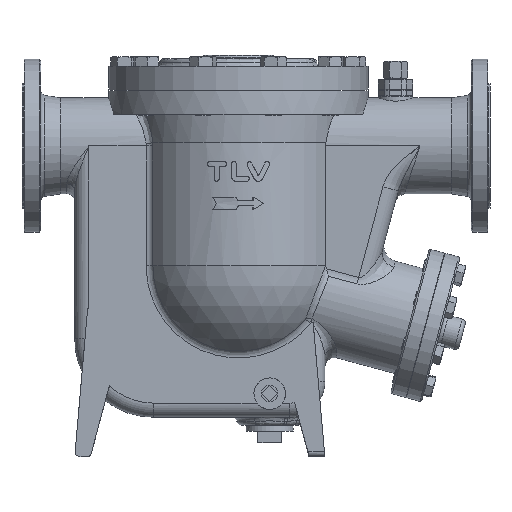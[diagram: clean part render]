
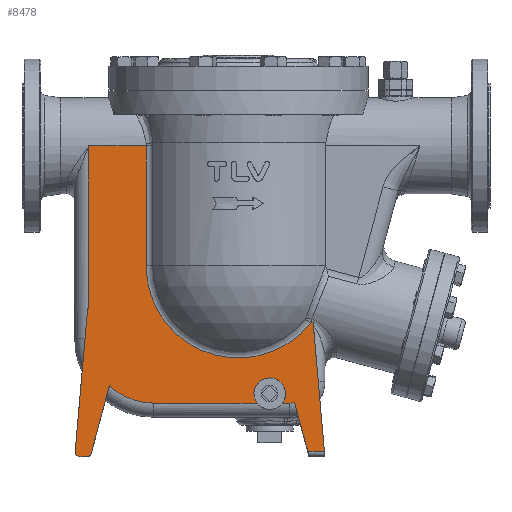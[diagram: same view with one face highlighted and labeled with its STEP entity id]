
A CAD part, front view. The second image highlights one B-rep face of the part: STEP entity #8478.
In plain terms, the highlighted planar face has unit normal (0, -1, 0).
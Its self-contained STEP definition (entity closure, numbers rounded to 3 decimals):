
#356=B_SPLINE_CURVE_WITH_KNOTS('',3,(#12782,#12783,#12784,#12785,#12786,
#12787),.UNSPECIFIED.,.F.,.F.,(4,2,4),(-1.067,-1.065,
-0.744),.UNSPECIFIED.);
#1009=CIRCLE('',#9019,20.);
#1053=CIRCLE('',#9120,27.);
#1054=CIRCLE('',#9121,117.167);
#1055=CIRCLE('',#9122,6.);
#1056=CIRCLE('',#9123,6.);
#1057=CIRCLE('',#9124,82.);
#1498=FACE_OUTER_BOUND('',#2102,.T.);
#2102=EDGE_LOOP('',(#6004,#6005,#6006,#6007,#6008,#6009,#6010,#6011,#6012,
#6013,#6014,#6015,#6016,#6017,#6018,#6019,#6020,#6021,#6022,#6023));
#2875=LINE('',#12414,#3272);
#2878=LINE('',#12431,#3275);
#2945=LINE('',#12771,#3342);
#2947=LINE('',#12778,#3344);
#2948=LINE('',#12780,#3345);
#2949=LINE('',#12789,#3346);
#2950=LINE('',#12793,#3347);
#2951=LINE('',#12795,#3348);
#2952=LINE('',#12797,#3349);
#2953=LINE('',#12799,#3350);
#2954=LINE('',#12801,#3351);
#2955=LINE('',#12805,#3352);
#2956=LINE('',#12809,#3353);
#3272=VECTOR('',#10039,131.916);
#3275=VECTOR('',#10046,9.084);
#3342=VECTOR('',#10301,21.083);
#3344=VECTOR('',#10309,65.025);
#3345=VECTOR('',#10310,164.938);
#3346=VECTOR('',#10311,0.295);
#3347=VECTOR('',#10314,152.5);
#3348=VECTOR('',#10315,72.833);
#3349=VECTOR('',#10316,206.659);
#3350=VECTOR('',#10317,1.522);
#3351=VECTOR('',#10318,182.513);
#3352=VECTOR('',#10321,8.848);
#3353=VECTOR('',#10324,88.565);
#3667=VERTEX_POINT('',#12390);
#3668=VERTEX_POINT('',#12391);
#3669=VERTEX_POINT('',#12413);
#3674=VERTEX_POINT('',#12429);
#3774=VERTEX_POINT('',#12768);
#3775=VERTEX_POINT('',#12770);
#3777=VERTEX_POINT('',#12776);
#3778=VERTEX_POINT('',#12779);
#3779=VERTEX_POINT('',#12781);
#3780=VERTEX_POINT('',#12788);
#3781=VERTEX_POINT('',#12790);
#3782=VERTEX_POINT('',#12792);
#3783=VERTEX_POINT('',#12794);
#3784=VERTEX_POINT('',#12796);
#3785=VERTEX_POINT('',#12798);
#3786=VERTEX_POINT('',#12800);
#3787=VERTEX_POINT('',#12802);
#3788=VERTEX_POINT('',#12804);
#3789=VERTEX_POINT('',#12806);
#3790=VERTEX_POINT('',#12808);
#4503=EDGE_CURVE('',#3667,#3668,#1009,.T.);
#4505=EDGE_CURVE('',#3667,#3669,#2875,.T.);
#4511=EDGE_CURVE('',#3674,#3668,#2878,.T.);
#4645=EDGE_CURVE('',#3774,#3775,#2945,.T.);
#4648=EDGE_CURVE('',#3777,#3674,#1053,.T.);
#4649=EDGE_CURVE('',#3777,#3775,#2947,.T.);
#4650=EDGE_CURVE('',#3774,#3778,#2948,.T.);
#4651=EDGE_CURVE('',#3779,#3778,#356,.T.);
#4652=EDGE_CURVE('',#3780,#3779,#2949,.T.);
#4653=EDGE_CURVE('',#3781,#3780,#1054,.T.);
#4654=EDGE_CURVE('',#3782,#3781,#2950,.T.);
#4655=EDGE_CURVE('',#3782,#3783,#2951,.T.);
#4656=EDGE_CURVE('',#3784,#3783,#2952,.T.);
#4657=EDGE_CURVE('',#3784,#3785,#2953,.T.);
#4658=EDGE_CURVE('',#3785,#3786,#2954,.T.);
#4659=EDGE_CURVE('',#3787,#3786,#1055,.T.);
#4660=EDGE_CURVE('',#3787,#3788,#2955,.T.);
#4661=EDGE_CURVE('',#3789,#3788,#1056,.T.);
#4662=EDGE_CURVE('',#3789,#3790,#2956,.T.);
#4663=EDGE_CURVE('',#3669,#3790,#1057,.T.);
#6004=ORIENTED_EDGE('',*,*,#4503,.T.);
#6005=ORIENTED_EDGE('',*,*,#4511,.F.);
#6006=ORIENTED_EDGE('',*,*,#4648,.F.);
#6007=ORIENTED_EDGE('',*,*,#4649,.T.);
#6008=ORIENTED_EDGE('',*,*,#4645,.F.);
#6009=ORIENTED_EDGE('',*,*,#4650,.T.);
#6010=ORIENTED_EDGE('',*,*,#4651,.F.);
#6011=ORIENTED_EDGE('',*,*,#4652,.F.);
#6012=ORIENTED_EDGE('',*,*,#4653,.F.);
#6013=ORIENTED_EDGE('',*,*,#4654,.F.);
#6014=ORIENTED_EDGE('',*,*,#4655,.T.);
#6015=ORIENTED_EDGE('',*,*,#4656,.F.);
#6016=ORIENTED_EDGE('',*,*,#4657,.T.);
#6017=ORIENTED_EDGE('',*,*,#4658,.T.);
#6018=ORIENTED_EDGE('',*,*,#4659,.F.);
#6019=ORIENTED_EDGE('',*,*,#4660,.T.);
#6020=ORIENTED_EDGE('',*,*,#4661,.F.);
#6021=ORIENTED_EDGE('',*,*,#4662,.T.);
#6022=ORIENTED_EDGE('',*,*,#4663,.F.);
#6023=ORIENTED_EDGE('',*,*,#4505,.F.);
#8201=PLANE('',#9119);
#8478=ADVANCED_FACE('',(#1498),#8201,.F.);
#9019=AXIS2_PLACEMENT_3D('',#12392,#10033,#10034);
#9119=AXIS2_PLACEMENT_3D('',#12775,#10305,#10306);
#9120=AXIS2_PLACEMENT_3D('',#12777,#10307,#10308);
#9121=AXIS2_PLACEMENT_3D('',#12791,#10312,#10313);
#9122=AXIS2_PLACEMENT_3D('',#12803,#10319,#10320);
#9123=AXIS2_PLACEMENT_3D('',#12807,#10322,#10323);
#9124=AXIS2_PLACEMENT_3D('',#12810,#10325,#10326);
#10033=DIRECTION('center_axis',(0.,1.,0.));
#10034=DIRECTION('ref_axis',(-1.,0.,0.));
#10039=DIRECTION('',(-1.,0.,0.));
#10046=DIRECTION('',(-1.,0.,0.));
#10301=DIRECTION('',(-1.,0.,0.));
#10305=DIRECTION('center_axis',(0.,1.,0.));
#10306=DIRECTION('ref_axis',(0.,0.,1.));
#10307=DIRECTION('center_axis',(0.,1.,0.));
#10308=DIRECTION('ref_axis',(0.707,0.,-0.707));
#10309=DIRECTION('',(0.259,0.,-0.966));
#10310=DIRECTION('',(-0.087,0.,0.996));
#10311=DIRECTION('',(0.966,0.,-0.259));
#10312=DIRECTION('center_axis',(0.,-1.,0.));
#10313=DIRECTION('ref_axis',(-0.34,0.,-0.94));
#10314=DIRECTION('',(0.,0.,-1.));
#10315=DIRECTION('',(-1.,0.,0.));
#10316=DIRECTION('',(0.,0.,1.));
#10317=DIRECTION('',(-1.,0.,0.));
#10318=DIRECTION('',(-0.087,0.,-0.996));
#10319=DIRECTION('center_axis',(0.,1.,0.));
#10320=DIRECTION('ref_axis',(-0.737,0.,-0.676));
#10321=DIRECTION('',(1.,0.,0.));
#10322=DIRECTION('center_axis',(0.,1.,0.));
#10323=DIRECTION('ref_axis',(0.609,0.,-0.793));
#10324=DIRECTION('',(0.259,0.,0.966));
#10325=DIRECTION('center_axis',(0.,1.,0.));
#10326=DIRECTION('ref_axis',(-0.707,0.,-0.707));
#12390=CARTESIAN_POINT('',(23.916,-61.,-397.));
#12391=CARTESIAN_POINT('',(55.916,-61.,-397.));
#12392=CARTESIAN_POINT('Origin',(39.916,-61.,-385.));
#12413=CARTESIAN_POINT('',(-108.,-61.,-397.));
#12414=CARTESIAN_POINT('',(-86.362,-61.,-397.));
#12429=CARTESIAN_POINT('',(65.,-61.,-397.));
#12431=CARTESIAN_POINT('',(-86.362,-61.,-397.));
#12768=CARTESIAN_POINT('',(109.475,-61.,-459.));
#12770=CARTESIAN_POINT('',(88.392,-61.,-459.));
#12771=CARTESIAN_POINT('',(12.638,-61.,-459.));
#12775=CARTESIAN_POINT('Origin',(-64.724,-61.,-252.404));
#12776=CARTESIAN_POINT('',(71.563,-61.,-396.19));
#12777=CARTESIAN_POINT('Origin',(65.,-61.,-370.));
#12778=CARTESIAN_POINT('',(54.297,-61.,-331.754));
#12779=CARTESIAN_POINT('',(95.1,-61.,-294.689));
#12780=CARTESIAN_POINT('',(105.978,-61.,-419.032));
#12781=CARTESIAN_POINT('',(92.,-61.,-295.489));
#12782=CARTESIAN_POINT('Ctrl Pts',(92.,-61.,-295.489));
#12783=CARTESIAN_POINT('Ctrl Pts',(92.006,-61.,-295.487));
#12784=CARTESIAN_POINT('Ctrl Pts',(92.013,-61.,-295.484));
#12785=CARTESIAN_POINT('Ctrl Pts',(93.,-61.,-295.074));
#12786=CARTESIAN_POINT('Ctrl Pts',(94.042,-61.,-294.822));
#12787=CARTESIAN_POINT('Ctrl Pts',(95.1,-61.,-294.689));
#12788=CARTESIAN_POINT('',(91.715,-61.,-295.413));
#12789=CARTESIAN_POINT('',(100.065,-61.,-297.65));
#12790=CARTESIAN_POINT('',(-117.167,-61.,-222.5));
#12791=CARTESIAN_POINT('Origin',(0.,-61.,-222.5));
#12792=CARTESIAN_POINT('',(-117.167,-61.,-70.));
#12793=CARTESIAN_POINT('',(-117.167,-61.,-144.25));
#12794=CARTESIAN_POINT('',(-190.,-61.,-70.));
#12795=CARTESIAN_POINT('',(22.5,-61.,-70.));
#12796=CARTESIAN_POINT('',(-190.,-61.,-276.659));
#12797=CARTESIAN_POINT('',(-190.,-61.,-161.202));
#12798=CARTESIAN_POINT('',(-191.522,-61.,-276.659));
#12799=CARTESIAN_POINT('',(-155.151,-61.,-276.659));
#12800=CARTESIAN_POINT('',(-207.429,-61.,-458.477));
#12801=CARTESIAN_POINT('',(-195.539,-61.,-322.572));
#12802=CARTESIAN_POINT('',(-201.452,-61.,-465.));
#12803=CARTESIAN_POINT('Origin',(-201.452,-61.,-459.));
#12804=CARTESIAN_POINT('',(-192.604,-61.,-465.));
#12805=CARTESIAN_POINT('',(-190.384,-61.,-465.));
#12806=CARTESIAN_POINT('',(-186.808,-61.,-460.553));
#12807=CARTESIAN_POINT('Origin',(-192.604,-61.,-459.));
#12808=CARTESIAN_POINT('',(-163.886,-61.,-375.006));
#12809=CARTESIAN_POINT('',(-175.718,-61.,-419.165));
#12810=CARTESIAN_POINT('Origin',(-108.,-61.,-315.));
